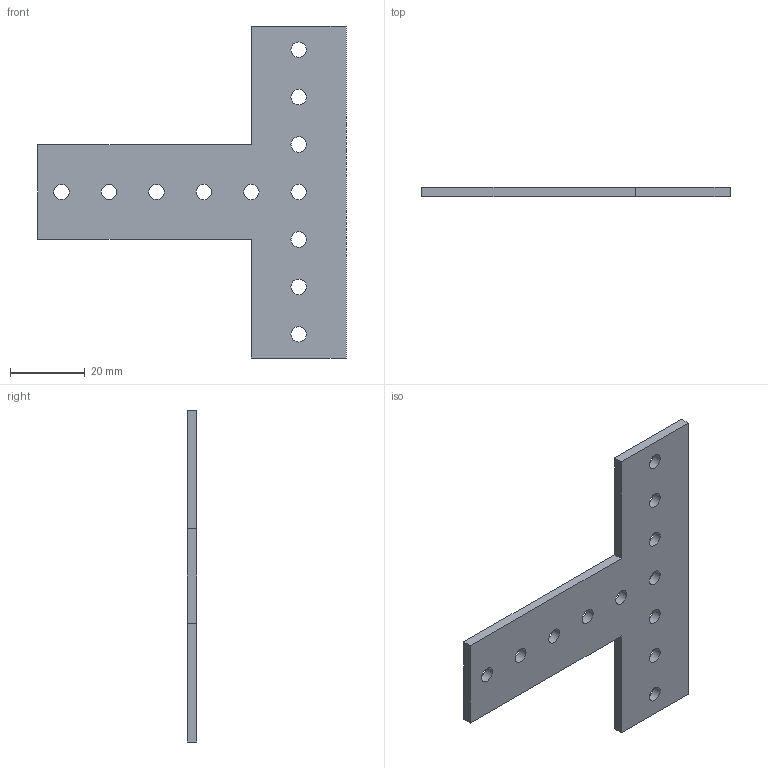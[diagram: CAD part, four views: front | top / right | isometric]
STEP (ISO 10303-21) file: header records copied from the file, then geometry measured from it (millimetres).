
FILE_DESCRIPTION(/* description */ (''),/* implementation_level */ '2;1');
FILE_NAME(/* name */ 'TTB-00012_T-Gusset.stp',/* time_stamp */ '2019-11-29T10:25:16-05:00',/* author */ ('rdogn'),/* organization */ (''),/* preprocessor_version */ 'ST-DEVELOPER v16.13',/* originating_system */ 'Autodesk Inventor 2018',/* authorisation */ '');
FILE_SCHEMA (('AUTOMOTIVE_DESIGN { 1 0 10303 214 3 1 1 }'));
Length unit declared in the file: inch
Products named in the file (1): Part19
Bounding box: 82.55 x 2.5 x 88.9 mm (x, y, z)
Volume: 8870.3 mm3; surface area: 8343.7 mm2
Topology: 1 solids, 1 shells, 22 faces, 60 edges, 40 vertices
Faces by surface type: cylinder 12, plane 10
Full cylindrical faces by diameter (mm): 4.14 x12
Entity records: 737 total; most frequent: DIRECTION 118, CARTESIAN_POINT 111, ORIENTED_EDGE 96, EDGE_LOOP 58, EDGE_CURVE 48, AXIS2_PLACEMENT_3D 47, VERTEX_POINT 40, FACE_BOUND 36
